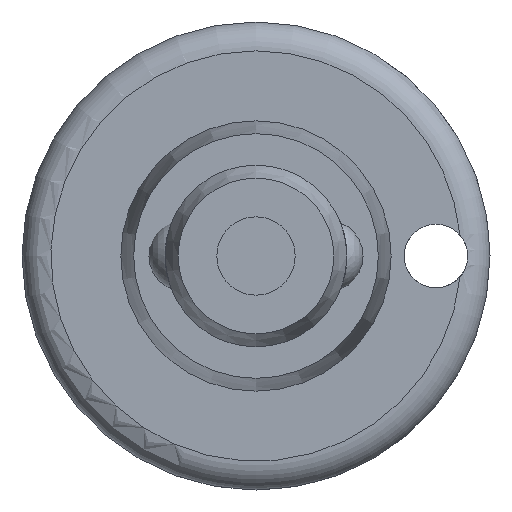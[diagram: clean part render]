
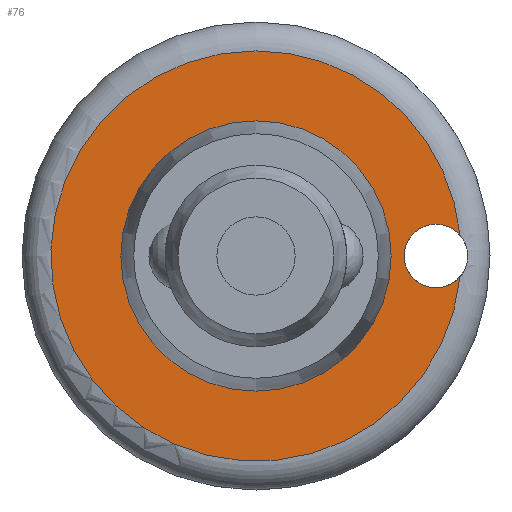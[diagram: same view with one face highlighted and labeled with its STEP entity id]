
A CAD part, front view. The second image highlights one B-rep face of the part: STEP entity #76.
In plain terms, the highlighted planar face has unit normal (0, -1, 0).
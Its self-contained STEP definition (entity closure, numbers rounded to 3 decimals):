
#76 = ADVANCED_FACE( '', ( #165, #166 ), #167, .F. );
#165 = FACE_OUTER_BOUND( '', #252, .T. );
#166 = FACE_BOUND( '', #253, .T. );
#167 = PLANE( '', #254 );
#252 = EDGE_LOOP( '', ( #367, #368 ) );
#253 = EDGE_LOOP( '', ( #369 ) );
#254 = AXIS2_PLACEMENT_3D( '', #370, #371, #372 );
#367 = ORIENTED_EDGE( '', *, *, #402, .F. );
#368 = ORIENTED_EDGE( '', *, *, #433, .T. );
#369 = ORIENTED_EDGE( '', *, *, #428, .T. );
#370 = CARTESIAN_POINT( '', ( -5.95, 15.8, 0. ) );
#371 = DIRECTION( '', ( 0., 1., 0. ) );
#372 = DIRECTION( '', ( 0., 0., 1. ) );
#402 = EDGE_CURVE( '', #449, #450, #452, .T. );
#428 = EDGE_CURVE( '', #489, #489, #490, .T. );
#433 = EDGE_CURVE( '', #449, #450, #495, .T. );
#449 = VERTEX_POINT( '', #538 );
#450 = VERTEX_POINT( '', #539 );
#452 = CIRCLE( '', #550, 9.03 );
#489 = VERTEX_POINT( '', #677 );
#490 = CIRCLE( '', #678, 5.95 );
#495 = CIRCLE( '', #683, 1.4 );
#538 = CARTESIAN_POINT( '', ( 8.984, 15.8, -0.91 ) );
#539 = CARTESIAN_POINT( '', ( 8.984, 15.8, 0.91 ) );
#550 = AXIS2_PLACEMENT_3D( '', #697, #698, #699 );
#677 = CARTESIAN_POINT( '', ( 0., 15.8, 5.95 ) );
#678 = AXIS2_PLACEMENT_3D( '', #733, #734, #735 );
#683 = AXIS2_PLACEMENT_3D( '', #736, #737, #738 );
#697 = CARTESIAN_POINT( '', ( 0., 15.8, 0. ) );
#698 = DIRECTION( '', ( 0., 1., 0. ) );
#699 = DIRECTION( '', ( 0., 0., 1. ) );
#733 = CARTESIAN_POINT( '', ( 0., 15.8, 0. ) );
#734 = DIRECTION( '', ( 0., 1., 0. ) );
#735 = DIRECTION( '', ( 0., 0., 1. ) );
#736 = CARTESIAN_POINT( '', ( 7.92, 15.8, 0. ) );
#737 = DIRECTION( '', ( 0., 1., 0. ) );
#738 = DIRECTION( '', ( 0., 0., 1. ) );
